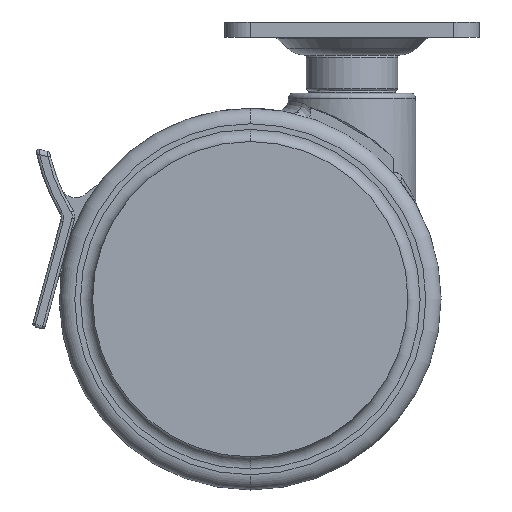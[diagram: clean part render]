
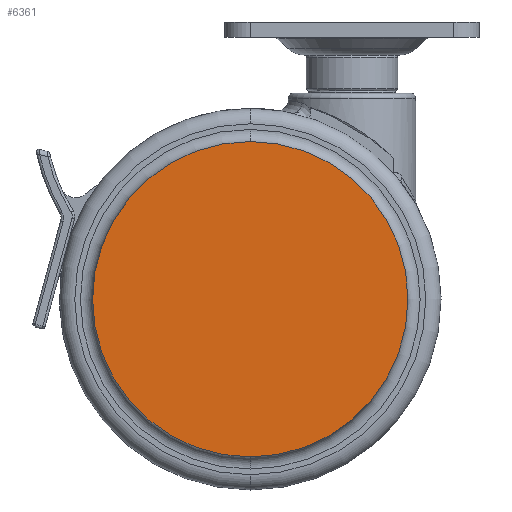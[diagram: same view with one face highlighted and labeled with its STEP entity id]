
A CAD part, front view. The second image highlights one B-rep face of the part: STEP entity #6361.
In plain terms, the highlighted planar face has unit normal (0, -1, 0).
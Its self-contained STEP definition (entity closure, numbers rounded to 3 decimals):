
#59 = CARTESIAN_POINT ( 'NONE',  ( -20., -23.5, -40.5 ) ) ;
#748 = DIRECTION ( 'NONE',  ( 0., 0., -1. ) ) ;
#2711 = CIRCLE ( 'NONE', #8622, 31. ) ;
#3096 = EDGE_CURVE ( 'NONE', #6549, #8363, #2711, .T. ) ;
#3098 = FACE_OUTER_BOUND ( 'NONE', #3691, .T. ) ;
#3150 = ORIENTED_EDGE ( 'NONE', *, *, #7785, .T. ) ;
#3266 = CARTESIAN_POINT ( 'NONE',  ( -20., -23.5, -40.5 ) ) ;
#3424 = PLANE ( 'NONE',  #6707 ) ;
#3691 = EDGE_LOOP ( 'NONE', ( #3150, #8117 ) ) ;
#3986 = DIRECTION ( 'NONE',  ( 0., 0., -1. ) ) ;
#4142 = DIRECTION ( 'NONE',  ( 0., 0., -1. ) ) ;
#4343 = CIRCLE ( 'NONE', #7875, 31. ) ;
#4478 = CARTESIAN_POINT ( 'NONE',  ( -20., -23.5, -9.5 ) ) ;
#4964 = DIRECTION ( 'NONE',  ( 0., -1., 0. ) ) ;
#6361 = ADVANCED_FACE ( 'NONE', ( #3098 ), #3424, .T. ) ;
#6549 = VERTEX_POINT ( 'NONE', #4478 ) ;
#6707 = AXIS2_PLACEMENT_3D ( 'NONE', #6870, #8331, #4142 ) ;
#6870 = CARTESIAN_POINT ( 'NONE',  ( -20., -23.5, -40.5 ) ) ;
#6887 = CARTESIAN_POINT ( 'NONE',  ( -20., -23.5, -71.5 ) ) ;
#7785 = EDGE_CURVE ( 'NONE', #8363, #6549, #4343, .T. ) ;
#7875 = AXIS2_PLACEMENT_3D ( 'NONE', #59, #4964, #748 ) ;
#8117 = ORIENTED_EDGE ( 'NONE', *, *, #3096, .T. ) ;
#8178 = DIRECTION ( 'NONE',  ( 0., -1., 0. ) ) ;
#8331 = DIRECTION ( 'NONE',  ( 0., -1., 0. ) ) ;
#8363 = VERTEX_POINT ( 'NONE', #6887 ) ;
#8622 = AXIS2_PLACEMENT_3D ( 'NONE', #3266, #8178, #3986 ) ;
